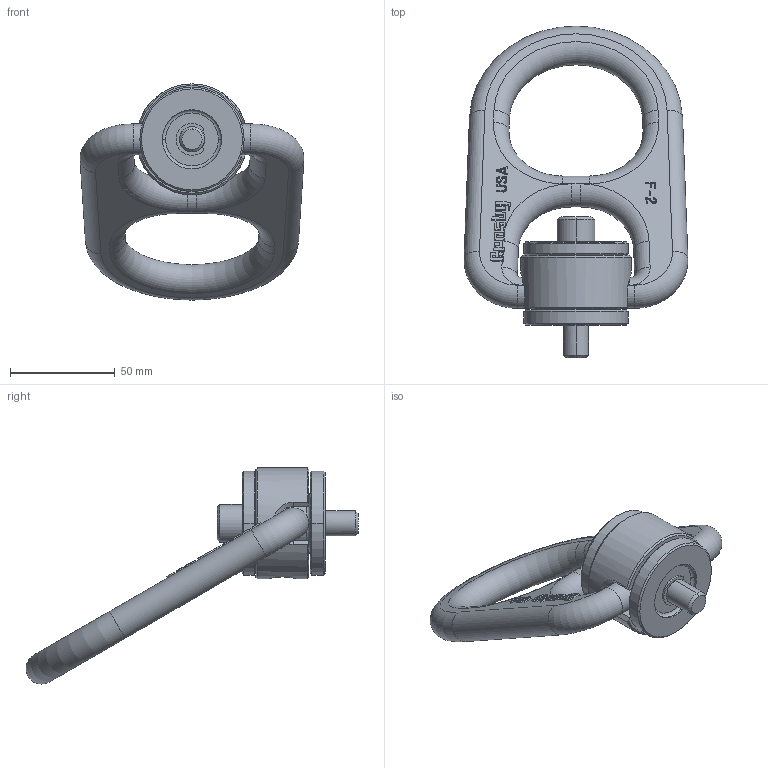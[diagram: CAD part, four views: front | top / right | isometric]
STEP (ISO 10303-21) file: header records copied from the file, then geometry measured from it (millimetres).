
FILE_DESCRIPTION((''),'2;1');
FILE_NAME('CROSBY_HR-1000M_2_1068325','2014-09-17T',('alan doughty'),('The Crosby Group LLC'),'PRO/ENGINEER BY PARAMETRIC TECHNOLOGY CORPORATION, 2014050','PRO/ENGINEER BY PARAMETRIC TECHNOLOGY CORPORATION, 2014050','');
FILE_SCHEMA(('AUTOMOTIVE_DESIGN { 1 0 10303 214 1 1 1 1 }'));
Length unit declared in the file: inch
Products named in the file (1): CROSBY_HR-1000M_2_1068325
Bounding box: 106.65 x 158.17 x 103 mm (x, y, z)
Volume: 188558.2 mm3; surface area: 46660.5 mm2
Topology: 2 solids, 2 shells, 289 faces, 737 edges, 468 vertices
Faces by surface type: plane 147, cylinder 59, torus 27, cone 26, extrusion 16, bspline 12, sphere 2
Entity records: 13523 total; most frequent: CARTESIAN_POINT 4049, ORIENTED_EDGE 1470, DIRECTION 1378, PRESENTATION_STYLE_ASSIGNMENT 737, STYLED_ITEM 737, CURVE_STYLE 735, EDGE_CURVE 735, AXIS2_PLACEMENT_3D 470
